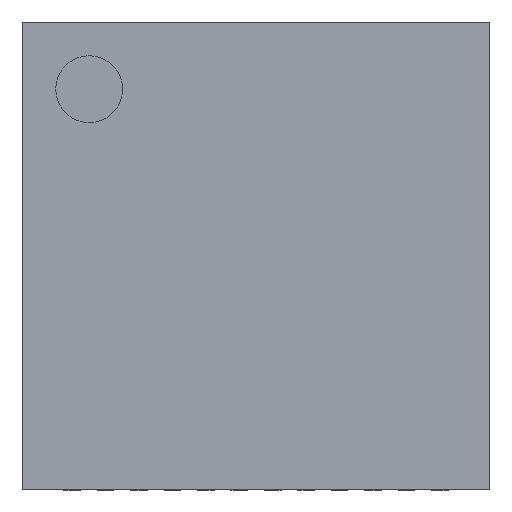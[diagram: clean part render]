
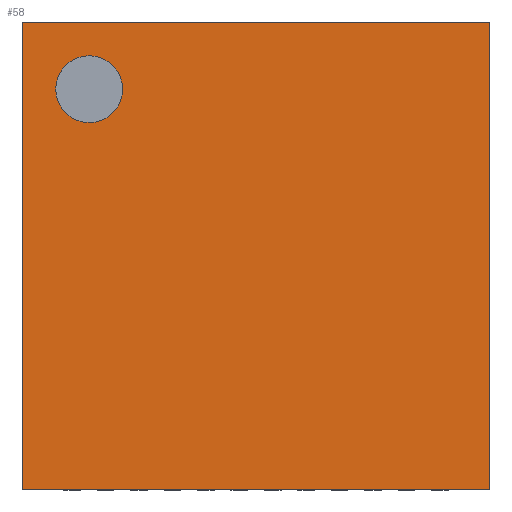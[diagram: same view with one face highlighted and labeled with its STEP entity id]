
A CAD part, top view. The second image highlights one B-rep face of the part: STEP entity #58.
In plain terms, the highlighted planar face has unit normal (0, 0, 1).
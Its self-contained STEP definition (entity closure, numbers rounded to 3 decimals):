
#58=ADVANCED_FACE('',(#424,#426),#428,.T.);
#424=FACE_BOUND('',#425,.T.);
#425=EDGE_LOOP('',(#2544,#2545,#2546,#2547));
#426=FACE_BOUND('',#427,.T.);
#427=EDGE_LOOP('',(#2548));
#428=PLANE('',#429);
#429=AXIS2_PLACEMENT_3D('',#430,#431,#432);
#430=CARTESIAN_POINT('',(0.,0.,0.57));
#431=DIRECTION('',(0.,0.,1.));
#432=DIRECTION('',(1.,0.,0.));
#2544=ORIENTED_EDGE('',*,*,#4330,.T.);
#2545=ORIENTED_EDGE('',*,*,#4331,.T.);
#2546=ORIENTED_EDGE('',*,*,#4332,.T.);
#2547=ORIENTED_EDGE('',*,*,#4333,.T.);
#2548=ORIENTED_EDGE('',*,*,#4334,.T.);
#4330=EDGE_CURVE('',#5223,#5224,#5225,.T.);
#4331=EDGE_CURVE('',#5224,#5226,#5227,.T.);
#4332=EDGE_CURVE('',#5226,#5228,#5229,.T.);
#4333=EDGE_CURVE('',#5228,#5223,#5230,.T.);
#4334=EDGE_CURVE('',#5231,#5231,#5232,.F.);
#5223=VERTEX_POINT('',#6712);
#5224=VERTEX_POINT('',#6713);
#5225=LINE('',#6714,#6715);
#5226=VERTEX_POINT('',#6717);
#5227=LINE('',#6718,#6719);
#5228=VERTEX_POINT('',#6721);
#5229=LINE('',#6722,#6723);
#5230=LINE('',#6725,#6726);
#5231=VERTEX_POINT('',#6728);
#5232=CIRCLE('',#6729,0.5);
#6712=CARTESIAN_POINT('',(3.495,3.495,0.57));
#6713=CARTESIAN_POINT('',(-3.495,3.495,0.57));
#6714=CARTESIAN_POINT('',(3.495,3.495,0.57));
#6715=VECTOR('',#6716,1.);
#6716=DIRECTION('',(-1.,0.,0.));
#6717=CARTESIAN_POINT('',(-3.495,-3.495,0.57));
#6718=CARTESIAN_POINT('',(-3.495,3.495,0.57));
#6719=VECTOR('',#6720,1.);
#6720=DIRECTION('',(0.,-1.,0.));
#6721=CARTESIAN_POINT('',(3.495,-3.495,0.57));
#6722=CARTESIAN_POINT('',(-3.495,-3.495,0.57));
#6723=VECTOR('',#6724,1.);
#6724=DIRECTION('',(1.,0.,0.));
#6725=CARTESIAN_POINT('',(3.495,-3.495,0.57));
#6726=VECTOR('',#6727,1.);
#6727=DIRECTION('',(0.,1.,0.));
#6728=CARTESIAN_POINT('',(-1.995,2.495,0.57));
#6729=AXIS2_PLACEMENT_3D('',#6730,#6731,#6732);
#6730=CARTESIAN_POINT('',(-2.495,2.495,0.57));
#6731=DIRECTION('',(0.,0.,1.));
#6732=DIRECTION('',(1.,0.,0.));
